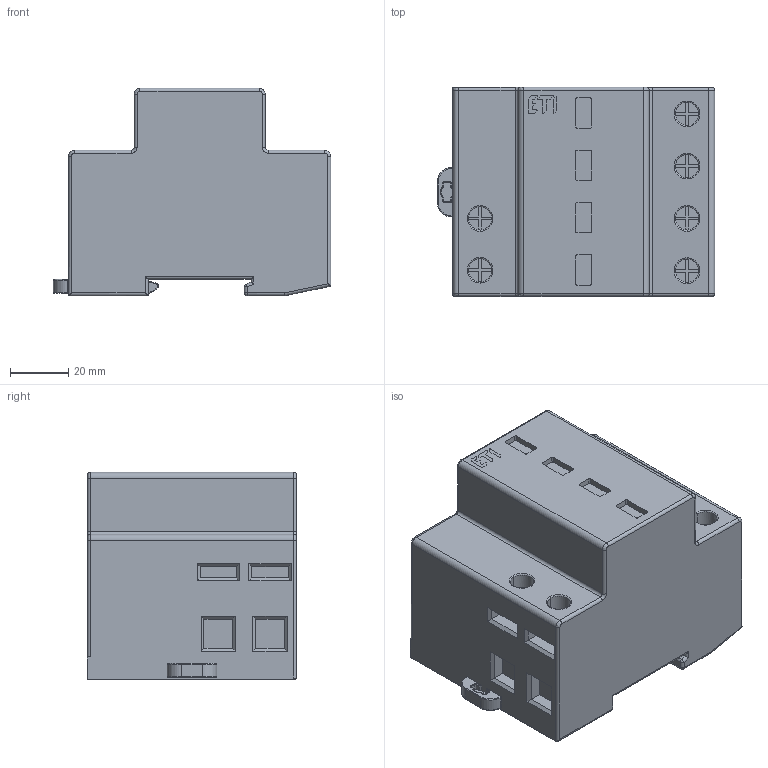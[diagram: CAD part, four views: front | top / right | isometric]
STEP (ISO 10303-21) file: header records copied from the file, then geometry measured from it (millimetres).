
FILE_DESCRIPTION((''),'2;1');
FILE_NAME('ASM0040_ASM','2020-12-22T',('marketing.praksa'),('Audax d.o.o.'),'CREO PARAMETRIC BY PTC INC, 2017480','CREO PARAMETRIC BY PTC INC, 2017480','');
FILE_SCHEMA(('AUTOMOTIVE_DESIGN { 1 0 10303 214 1 1 1 1 }'));
Products named in the file (8): PROBLOC_SAFEBLOX_EXT_4TE_RC_2_1; ASM0032_ASM_1_1_ASM; TMP_DWG_65_1_1_1_2_3; TMP_DWG_65_1_2_1_2_3; TMP_DWG_65_1_3_1_2_3; CRM-82TO_1_2_ASM; ASM0041_ASM; ASM0040_ASM
Assembly tree (7 placements, depth 4):
  ASM0040_ASM
    ASM0032_ASM_1_1_ASM
      PROBLOC_SAFEBLOX_EXT_4TE_RC_2_1
    ASM0041_ASM
      CRM-82TO_1_2_ASM
        TMP_DWG_65_1_1_1_2_3
        TMP_DWG_65_1_2_1_2_3
        TMP_DWG_65_1_3_1_2_3
Bounding box: 95.25 x 71.8 x 71.34 mm (x, y, z)
Volume: 368431.3 mm3; surface area: 37858.5 mm2
Topology: 4 solids, 4 shells, 448 faces, 1138 edges, 718 vertices
Faces by surface type: plane 266, cylinder 127, torus 31, bspline 20, sphere 4
Entity records: 19735 total; most frequent: CARTESIAN_POINT 3698, DIRECTION 2344, ORIENTED_EDGE 2268, PRESENTATION_STYLE_ASSIGNMENT 1298, STYLED_ITEM 1138, CURVE_STYLE 1134, EDGE_CURVE 1134, AXIS2_PLACEMENT_3D 798
